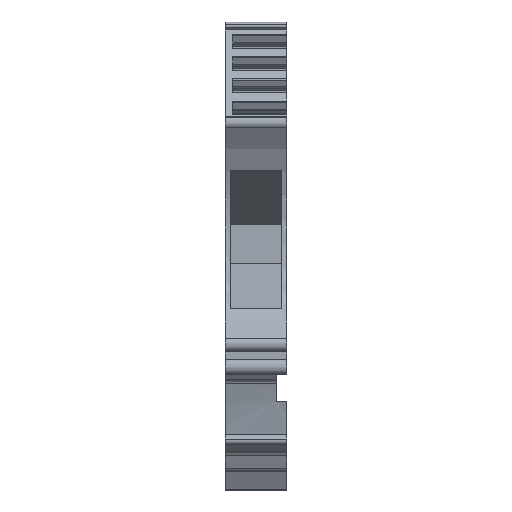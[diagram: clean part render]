
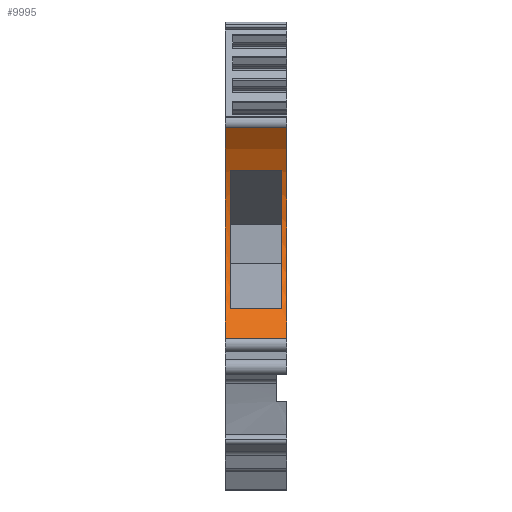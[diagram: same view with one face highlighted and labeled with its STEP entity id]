
A CAD part, front view. The second image highlights one B-rep face of the part: STEP entity #9995.
In plain terms, the highlighted cylindrical face has radius 15.05 mm (diameter 30.1 mm), a partial arc.
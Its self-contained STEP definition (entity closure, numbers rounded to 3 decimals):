
#1981=AXIS2_PLACEMENT_3D('Circle Axis2P3D',#1979,#1980,$) ;
#9771=AXIS2_PLACEMENT_3D('Circle Axis2P3D',#9769,#9770,$) ;
#9953=AXIS2_PLACEMENT_3D('Cylinder Axis2P3D',#9950,#9951,#9952) ;
#9972=AXIS2_PLACEMENT_3D('Circle Axis2P3D',#9970,#9971,$) ;
#9986=AXIS2_PLACEMENT_3D('Circle Axis2P3D',#9984,#9985,$) ;
#1976=CARTESIAN_POINT('Vertex',(6.1,6.166,35.829)) ;
#1979=CARTESIAN_POINT('Axis2P3D Location',(6.1,-5.549,26.382)) ;
#1983=CARTESIAN_POINT('Vertex',(6.1,4.261,14.969)) ;
#4461=CARTESIAN_POINT('Vertex',(0.,6.166,35.829)) ;
#4464=CARTESIAN_POINT('Line Origine',(2.44,6.166,35.829)) ;
#4481=CARTESIAN_POINT('Line Origine',(2.44,4.261,14.969)) ;
#4485=CARTESIAN_POINT('Vertex',(0.,4.261,14.969)) ;
#9769=CARTESIAN_POINT('Axis2P3D Location',(0.,-5.549,26.382)) ;
#9950=CARTESIAN_POINT('Axis2P3D Location',(3.05,-5.549,26.382)) ;
#9961=CARTESIAN_POINT('Line Origine',(2.44,6.877,17.891)) ;
#9965=CARTESIAN_POINT('Vertex',(5.6,6.877,17.891)) ;
#9967=CARTESIAN_POINT('Vertex',(0.5,6.877,17.891)) ;
#9970=CARTESIAN_POINT('Axis2P3D Location',(0.5,-5.549,26.382)) ;
#9974=CARTESIAN_POINT('Vertex',(0.5,8.593,31.529)) ;
#9977=CARTESIAN_POINT('Line Origine',(2.44,8.593,31.529)) ;
#9981=CARTESIAN_POINT('Vertex',(5.6,8.593,31.529)) ;
#9984=CARTESIAN_POINT('Axis2P3D Location',(5.6,-5.549,26.382)) ;
#1980=DIRECTION('Axis2P3D Direction',(1.,0.,0.)) ;
#4465=DIRECTION('Vector Direction',(1.,0.,0.)) ;
#4482=DIRECTION('Vector Direction',(1.,0.,0.)) ;
#9770=DIRECTION('Axis2P3D Direction',(1.,0.,0.)) ;
#9951=DIRECTION('Axis2P3D Direction',(1.,0.,0.)) ;
#9952=DIRECTION('Axis2P3D XDirection',(0.,0.652,-0.758)) ;
#9962=DIRECTION('Vector Direction',(1.,0.,0.)) ;
#9971=DIRECTION('Axis2P3D Direction',(1.,0.,0.)) ;
#9978=DIRECTION('Vector Direction',(1.,0.,0.)) ;
#9985=DIRECTION('Axis2P3D Direction',(1.,0.,0.)) ;
#4466=VECTOR('Line Direction',#4465,1.) ;
#4483=VECTOR('Line Direction',#4482,1.) ;
#9963=VECTOR('Line Direction',#9962,1.) ;
#9979=VECTOR('Line Direction',#9978,1.) ;
#9956=ORIENTED_EDGE('',*,*,#4468,.T.) ;
#9957=ORIENTED_EDGE('',*,*,#9773,.F.) ;
#9958=ORIENTED_EDGE('',*,*,#4487,.F.) ;
#9959=ORIENTED_EDGE('',*,*,#1985,.F.) ;
#9990=ORIENTED_EDGE('',*,*,#9969,.T.) ;
#9991=ORIENTED_EDGE('',*,*,#9976,.T.) ;
#9992=ORIENTED_EDGE('',*,*,#9983,.F.) ;
#9993=ORIENTED_EDGE('',*,*,#9988,.F.) ;
#9994=FACE_BOUND('',#9989,.T.) ;
#9995=ADVANCED_FACE('KLTR',(#9960,#9994),#9954,.F.) ;
#1982=CIRCLE('generated circle',#1981,15.05) ;
#9772=CIRCLE('generated circle',#9771,15.05) ;
#9973=CIRCLE('generated circle',#9972,15.05) ;
#9987=CIRCLE('generated circle',#9986,15.05) ;
#9954=CYLINDRICAL_SURFACE('generated cylinder',#9953,15.05) ;
#1985=EDGE_CURVE('',#1977,#1984,#1982,.F.) ;
#4468=EDGE_CURVE('',#1977,#4462,#4467,.F.) ;
#4487=EDGE_CURVE('',#1984,#4486,#4484,.F.) ;
#9773=EDGE_CURVE('',#4486,#4462,#9772,.T.) ;
#9969=EDGE_CURVE('',#9966,#9968,#9964,.F.) ;
#9976=EDGE_CURVE('',#9968,#9975,#9973,.T.) ;
#9983=EDGE_CURVE('',#9982,#9975,#9980,.F.) ;
#9988=EDGE_CURVE('',#9966,#9982,#9987,.T.) ;
#9955=EDGE_LOOP('',(#9956,#9957,#9958,#9959)) ;
#9989=EDGE_LOOP('',(#9990,#9991,#9992,#9993)) ;
#9960=FACE_OUTER_BOUND('',#9955,.T.) ;
#4467=LINE('Line',#4464,#4466) ;
#4484=LINE('Line',#4481,#4483) ;
#9964=LINE('Line',#9961,#9963) ;
#9980=LINE('Line',#9977,#9979) ;
#1977=VERTEX_POINT('',#1976) ;
#1984=VERTEX_POINT('',#1983) ;
#4462=VERTEX_POINT('',#4461) ;
#4486=VERTEX_POINT('',#4485) ;
#9966=VERTEX_POINT('',#9965) ;
#9968=VERTEX_POINT('',#9967) ;
#9975=VERTEX_POINT('',#9974) ;
#9982=VERTEX_POINT('',#9981) ;
